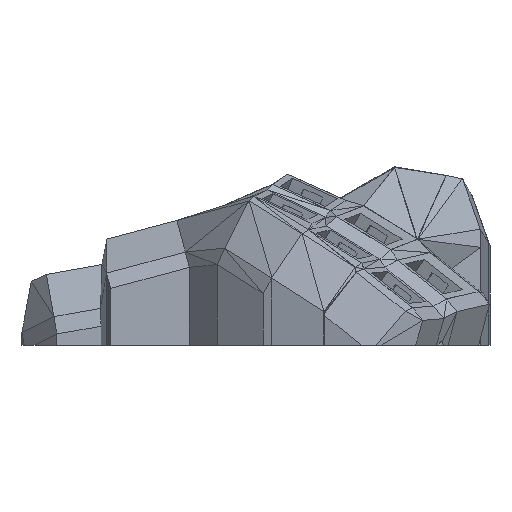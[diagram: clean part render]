
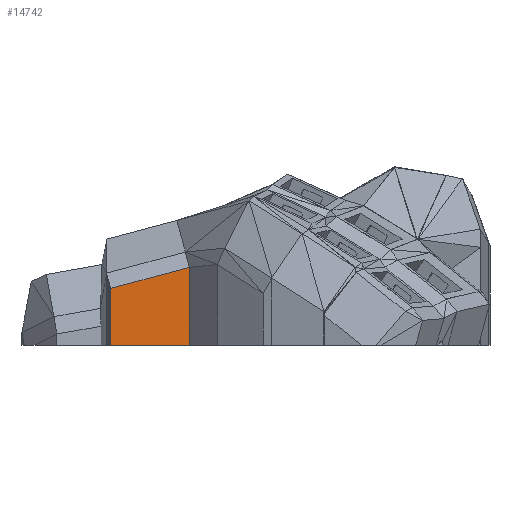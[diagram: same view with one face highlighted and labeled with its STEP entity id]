
A CAD part, front view. The second image highlights one B-rep face of the part: STEP entity #14742.
In plain terms, the highlighted planar face has unit normal (0, -1, 0).
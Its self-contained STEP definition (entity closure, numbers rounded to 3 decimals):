
#1217 = PLANE('',#1218);
#1218 = AXIS2_PLACEMENT_3D('',#1219,#1220,#1221);
#1219 = CARTESIAN_POINT('',(175.,-175.,0.));
#1220 = DIRECTION('',(0.,0.,1.));
#1221 = DIRECTION('',(1.,0.,0.));
#4530 = VERTEX_POINT('',#4531);
#4531 = CARTESIAN_POINT('',(6.389,-69.339,0.));
#4545 = PLANE('',#4546);
#4546 = AXIS2_PLACEMENT_3D('',#4547,#4548,#4549);
#4547 = CARTESIAN_POINT('',(8.725,-72.336,8.638)
  );
#4548 = DIRECTION('',(0.789,0.615,-0.));
#4549 = DIRECTION('',(-0.615,0.789,-0.));
#4557 = EDGE_CURVE('',#4530,#4558,#4560,.T.);
#4558 = VERTEX_POINT('',#4559);
#4559 = CARTESIAN_POINT('',(-15.586,-69.339,0.));
#4560 = SURFACE_CURVE('',#4561,(#4565,#4572),.PCURVE_S1.);
#4561 = LINE('',#4562,#4563);
#4562 = CARTESIAN_POINT('',(83.592,-69.339,0.));
#4563 = VECTOR('',#4564,1.);
#4564 = DIRECTION('',(-1.,-0.,-0.));
#4565 = PCURVE('',#1217,#4566);
#4566 = DEFINITIONAL_REPRESENTATION('',(#4567),#4571);
#4567 = LINE('',#4568,#4569);
#4568 = CARTESIAN_POINT('',(-91.408,105.661));
#4569 = VECTOR('',#4570,1.);
#4570 = DIRECTION('',(-1.,0.));
#4571 = ( GEOMETRIC_REPRESENTATION_CONTEXT(2) 
PARAMETRIC_REPRESENTATION_CONTEXT() REPRESENTATION_CONTEXT('2D SPACE',''
  ) );
#4572 = PCURVE('',#4573,#4578);
#4573 = PLANE('',#4574);
#4574 = AXIS2_PLACEMENT_3D('',#4575,#4576,#4577);
#4575 = CARTESIAN_POINT('',(-7.815,-69.339,
    8.387));
#4576 = DIRECTION('',(-0.,1.,-0.));
#4577 = DIRECTION('',(0.,0.,-1.));
#4578 = DEFINITIONAL_REPRESENTATION('',(#4579),#4583);
#4579 = LINE('',#4580,#4581);
#4580 = CARTESIAN_POINT('',(8.387,-91.408));
#4581 = VECTOR('',#4582,1.);
#4582 = DIRECTION('',(-0.,1.));
#4583 = ( GEOMETRIC_REPRESENTATION_CONTEXT(2) 
PARAMETRIC_REPRESENTATION_CONTEXT() REPRESENTATION_CONTEXT('2D SPACE',''
  ) );
#4601 = PLANE('',#4602);
#4602 = AXIS2_PLACEMENT_3D('',#4603,#4604,#4605);
#4603 = CARTESIAN_POINT('',(-15.887,-68.667,
    2.263));
#4604 = DIRECTION('',(-0.913,-0.409,-0.));
#4605 = DIRECTION('',(0.409,-0.913,0.));
#9336 = VERTEX_POINT('',#9337);
#9337 = CARTESIAN_POINT('',(6.389,-69.339,
    21.737));
#9363 = EDGE_CURVE('',#4530,#9336,#9364,.T.);
#9364 = SURFACE_CURVE('',#9365,(#9369,#9376),.PCURVE_S1.);
#9365 = LINE('',#9366,#9367);
#9366 = CARTESIAN_POINT('',(6.389,-69.339,-10.));
#9367 = VECTOR('',#9368,1.);
#9368 = DIRECTION('',(-0.,-0.,1.));
#9369 = PCURVE('',#4545,#9370);
#9370 = DEFINITIONAL_REPRESENTATION('',(#9371),#9375);
#9371 = LINE('',#9372,#9373);
#9372 = CARTESIAN_POINT('',(3.8,-18.638));
#9373 = VECTOR('',#9374,1.);
#9374 = DIRECTION('',(-0.,1.));
#9375 = ( GEOMETRIC_REPRESENTATION_CONTEXT(2) 
PARAMETRIC_REPRESENTATION_CONTEXT() REPRESENTATION_CONTEXT('2D SPACE',''
  ) );
#9376 = PCURVE('',#4573,#9377);
#9377 = DEFINITIONAL_REPRESENTATION('',(#9378),#9382);
#9378 = LINE('',#9379,#9380);
#9379 = CARTESIAN_POINT('',(18.387,-14.204));
#9380 = VECTOR('',#9381,1.);
#9381 = DIRECTION('',(-1.,0.));
#9382 = ( GEOMETRIC_REPRESENTATION_CONTEXT(2) 
PARAMETRIC_REPRESENTATION_CONTEXT() REPRESENTATION_CONTEXT('2D SPACE',''
  ) );
#14742 = ADVANCED_FACE('',(#14743),#4573,.F.);
#14743 = FACE_BOUND('',#14744,.T.);
#14744 = EDGE_LOOP('',(#14745,#14746,#14747,#14775));
#14745 = ORIENTED_EDGE('',*,*,#4557,.F.);
#14746 = ORIENTED_EDGE('',*,*,#9363,.T.);
#14747 = ORIENTED_EDGE('',*,*,#14748,.T.);
#14748 = EDGE_CURVE('',#9336,#14749,#14751,.T.);
#14749 = VERTEX_POINT('',#14750);
#14750 = CARTESIAN_POINT('',(-15.586,-69.339,
    15.849));
#14751 = SURFACE_CURVE('',#14752,(#14756,#14763),.PCURVE_S1.);
#14752 = LINE('',#14753,#14754);
#14753 = CARTESIAN_POINT('',(6.485,-69.339,
    21.763));
#14754 = VECTOR('',#14755,1.);
#14755 = DIRECTION('',(-0.966,-0.,-0.259));
#14756 = PCURVE('',#4573,#14757);
#14757 = DEFINITIONAL_REPRESENTATION('',(#14758),#14762);
#14758 = LINE('',#14759,#14760);
#14759 = CARTESIAN_POINT('',(-13.376,-14.3));
#14760 = VECTOR('',#14761,1.);
#14761 = DIRECTION('',(0.259,0.966));
#14762 = ( GEOMETRIC_REPRESENTATION_CONTEXT(2) 
PARAMETRIC_REPRESENTATION_CONTEXT() REPRESENTATION_CONTEXT('2D SPACE',''
  ) );
#14763 = PCURVE('',#14764,#14769);
#14764 = PLANE('',#14765);
#14765 = AXIS2_PLACEMENT_3D('',#14766,#14767,#14768);
#14766 = CARTESIAN_POINT('',(-6.472,-67.497,
    21.594));
#14767 = DIRECTION('',(0.129,0.866,-0.483));
#14768 = DIRECTION('',(0.,-0.487,
    -0.873));
#14769 = DEFINITIONAL_REPRESENTATION('',(#14770),#14774);
#14770 = LINE('',#14771,#14772);
#14771 = CARTESIAN_POINT('',(0.75,-13.067));
#14772 = VECTOR('',#14773,1.);
#14773 = DIRECTION('',(0.226,0.974));
#14774 = ( GEOMETRIC_REPRESENTATION_CONTEXT(2) 
PARAMETRIC_REPRESENTATION_CONTEXT() REPRESENTATION_CONTEXT('2D SPACE',''
  ) );
#14775 = ORIENTED_EDGE('',*,*,#14776,.T.);
#14776 = EDGE_CURVE('',#14749,#4558,#14777,.T.);
#14777 = SURFACE_CURVE('',#14778,(#14782,#14789),.PCURVE_S1.);
#14778 = LINE('',#14779,#14780);
#14779 = CARTESIAN_POINT('',(-15.586,-69.339,
    15.849));
#14780 = VECTOR('',#14781,1.);
#14781 = DIRECTION('',(-0.,-0.,-1.));
#14782 = PCURVE('',#4573,#14783);
#14783 = DEFINITIONAL_REPRESENTATION('',(#14784),#14788);
#14784 = LINE('',#14785,#14786);
#14785 = CARTESIAN_POINT('',(-7.462,7.771));
#14786 = VECTOR('',#14787,1.);
#14787 = DIRECTION('',(1.,-0.));
#14788 = ( GEOMETRIC_REPRESENTATION_CONTEXT(2) 
PARAMETRIC_REPRESENTATION_CONTEXT() REPRESENTATION_CONTEXT('2D SPACE',''
  ) );
#14789 = PCURVE('',#4601,#14790);
#14790 = DEFINITIONAL_REPRESENTATION('',(#14791),#14795);
#14791 = LINE('',#14792,#14793);
#14792 = CARTESIAN_POINT('',(0.736,13.585));
#14793 = VECTOR('',#14794,1.);
#14794 = DIRECTION('',(-0.,-1.));
#14795 = ( GEOMETRIC_REPRESENTATION_CONTEXT(2) 
PARAMETRIC_REPRESENTATION_CONTEXT() REPRESENTATION_CONTEXT('2D SPACE',''
  ) );
